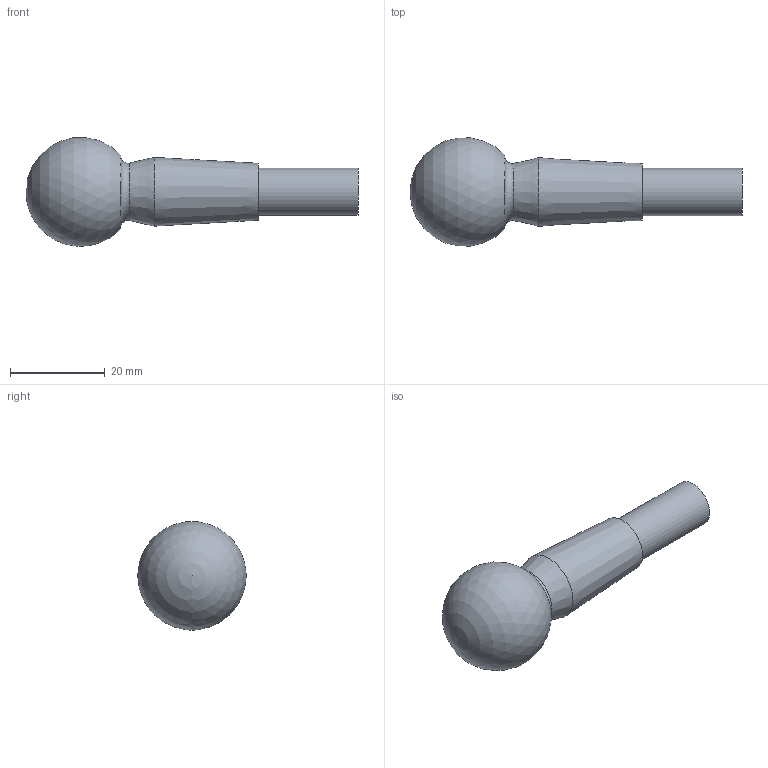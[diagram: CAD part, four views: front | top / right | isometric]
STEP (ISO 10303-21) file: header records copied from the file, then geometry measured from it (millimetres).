
FILE_DESCRIPTION(/* description */ (''),/* implementation_level */ '2;1');
FILE_NAME(/* name */ 'PERNO_CONICO_PORTAMOZZO_1_MIR.stp',/* time_stamp */ '2016-06-02T11:17:07+02:00',/* author */ (''),/* organization */ (''),/* preprocessor_version */ 'ST-DEVELOPER v16.5',/* originating_system */ 'Autodesk Translation Framework v5.0.0.3310',/* authorisation */ '');
FILE_SCHEMA (('AUTOMOTIVE_DESIGN { 1 0 10303 214 3 1 1 }'));
Length unit declared in the file: centimetre
Products named in the file (1): PERNO_CONICO_PORTAMOZZO_1_MIR
Bounding box: 70.02 x 22.85 x 22.9 mm (x, y, z)
Volume: 11713.5 mm3; surface area: 3479.3 mm2
Topology: 1 solids, 1 shells, 7 faces, 12 edges, 7 vertices
Faces by surface type: cone 2, plane 2, sphere 1, torus 1, cylinder 1
Full cylindrical faces by diameter (mm): 10 x1
Entity records: 158 total; most frequent: DIRECTION 28, CARTESIAN_POINT 20, AXIS2_PLACEMENT_3D 14, EDGE_LOOP 12, ORIENTED_EDGE 12, FACE_OUTER_BOUND 7, ADVANCED_FACE 7, CIRCLE 6
